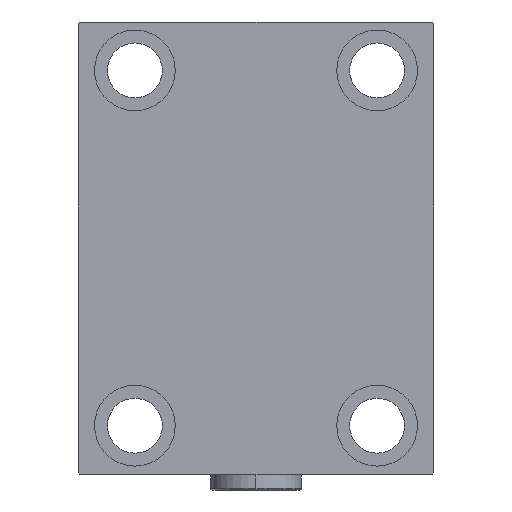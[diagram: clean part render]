
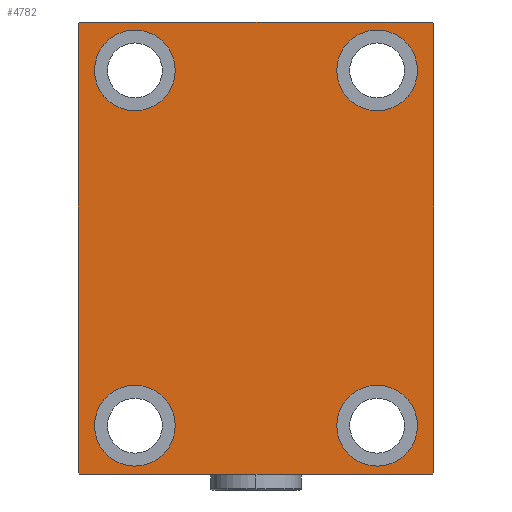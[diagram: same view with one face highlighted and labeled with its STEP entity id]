
A CAD part, left-side view. The second image highlights one B-rep face of the part: STEP entity #4782.
In plain terms, the highlighted face is planar.
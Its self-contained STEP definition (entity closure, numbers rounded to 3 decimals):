
#138 = ORIENTED_EDGE ( 'NONE', *, *, #41290, .T. ) ;
#272 = ORIENTED_EDGE ( 'NONE', *, *, #44431, .T. ) ;
#297 = DIRECTION ( 'NONE',  ( 0., -0.707, -0.707 ) ) ;
#512 = CARTESIAN_POINT ( 'NONE',  ( 133., -54.5, -70. ) ) ;
#1329 = VECTOR ( 'NONE', #41723, 1000. ) ;
#1483 = DIRECTION ( 'NONE',  ( -1., 0., 0. ) ) ;
#1571 = AXIS2_PLACEMENT_3D ( 'NONE', #43699, #28088, #3066 ) ;
#2136 = VERTEX_POINT ( 'NONE', #13148 ) ;
#2361 = VERTEX_POINT ( 'NONE', #3997 ) ;
#2679 = LINE ( 'NONE', #36118, #13578 ) ;
#3066 = DIRECTION ( 'NONE',  ( 0., 0., 1. ) ) ;
#3168 = EDGE_CURVE ( 'NONE', #19871, #13334, #34166, .T. ) ;
#3189 = EDGE_LOOP ( 'NONE', ( #25820, #6652 ) ) ;
#3384 = LINE ( 'NONE', #13714, #31508 ) ;
#3958 = DIRECTION ( 'NONE',  ( 0., 0., 1. ) ) ;
#3997 = CARTESIAN_POINT ( 'NONE',  ( 133., 37.5, -42.5 ) ) ;
#4392 = CIRCLE ( 'NONE', #22065, 12.5 ) ;
#4394 = CARTESIAN_POINT ( 'NONE',  ( 133., 37.5, -67.5 ) ) ;
#4782 = ADVANCED_FACE ( 'NONE', ( #24017, #37995, #12460, #23778, #24255 ), #20636, .T. ) ;
#4917 = AXIS2_PLACEMENT_3D ( 'NONE', #5893, #42926, #9951 ) ;
#5068 = CARTESIAN_POINT ( 'NONE',  ( 133., 54.5, -70. ) ) ;
#5288 = EDGE_LOOP ( 'NONE', ( #272, #138 ) ) ;
#5741 = DIRECTION ( 'NONE',  ( 0., 0., -1. ) ) ;
#5893 = CARTESIAN_POINT ( 'NONE',  ( 133., 37.5, 55. ) ) ;
#6104 = LINE ( 'NONE', #16213, #1329 ) ;
#6632 = EDGE_CURVE ( 'NONE', #2136, #32853, #39990, .T. ) ;
#6652 = ORIENTED_EDGE ( 'NONE', *, *, #34247, .T. ) ;
#7198 = ORIENTED_EDGE ( 'NONE', *, *, #16151, .T. ) ;
#8351 = VERTEX_POINT ( 'NONE', #5068 ) ;
#8413 = ORIENTED_EDGE ( 'NONE', *, *, #43833, .T. ) ;
#8665 = DIRECTION ( 'NONE',  ( 0., 0., 1. ) ) ;
#9106 = LINE ( 'NONE', #45212, #27421 ) ;
#9235 = EDGE_CURVE ( 'NONE', #15775, #20118, #17118, .T. ) ;
#9363 = VERTEX_POINT ( 'NONE', #19482 ) ;
#9951 = DIRECTION ( 'NONE',  ( 0., 0., 1. ) ) ;
#9961 = CIRCLE ( 'NONE', #15363, 12.5 ) ;
#10160 = EDGE_CURVE ( 'NONE', #27997, #35053, #44196, .T. ) ;
#10451 = CARTESIAN_POINT ( 'NONE',  ( 133., 54.5, 70. ) ) ;
#11176 = CARTESIAN_POINT ( 'NONE',  ( 133., -55., -69.5 ) ) ;
#11626 = DIRECTION ( 'NONE',  ( -1., 0., 0. ) ) ;
#12230 = CARTESIAN_POINT ( 'NONE',  ( 133., 55., 69.5 ) ) ;
#12357 = VERTEX_POINT ( 'NONE', #41282 ) ;
#12456 = ORIENTED_EDGE ( 'NONE', *, *, #47185, .T. ) ;
#12460 = FACE_BOUND ( 'NONE', #3189, .T. ) ;
#12899 = CARTESIAN_POINT ( 'NONE',  ( 133., 37.5, 55. ) ) ;
#13083 = ORIENTED_EDGE ( 'NONE', *, *, #9235, .T. ) ;
#13148 = CARTESIAN_POINT ( 'NONE',  ( 133., -54.5, 70. ) ) ;
#13334 = VERTEX_POINT ( 'NONE', #16426 ) ;
#13578 = VECTOR ( 'NONE', #39952, 1000. ) ;
#13684 = EDGE_CURVE ( 'NONE', #32853, #15775, #9106, .T. ) ;
#13714 = CARTESIAN_POINT ( 'NONE',  ( 133., 62.25, 62.25 ) ) ;
#13872 = ORIENTED_EDGE ( 'NONE', *, *, #6632, .T. ) ;
#14317 = EDGE_CURVE ( 'NONE', #8351, #41759, #2679, .T. ) ;
#15363 = AXIS2_PLACEMENT_3D ( 'NONE', #16045, #21895, #30507 ) ;
#15775 = VERTEX_POINT ( 'NONE', #11176 ) ;
#15798 = DIRECTION ( 'NONE',  ( -1., 0., 0. ) ) ;
#16045 = CARTESIAN_POINT ( 'NONE',  ( 133., -37.5, -55. ) ) ;
#16092 = CIRCLE ( 'NONE', #36102, 12.5 ) ;
#16151 = EDGE_CURVE ( 'NONE', #22232, #2136, #31108, .T. ) ;
#16213 = CARTESIAN_POINT ( 'NONE',  ( 133., -55., -70. ) ) ;
#16426 = CARTESIAN_POINT ( 'NONE',  ( 133., 37.5, 67.5 ) ) ;
#17118 = LINE ( 'NONE', #43109, #23423 ) ;
#17487 = ORIENTED_EDGE ( 'NONE', *, *, #14317, .T. ) ;
#18451 = ORIENTED_EDGE ( 'NONE', *, *, #33308, .T. ) ;
#18983 = EDGE_LOOP ( 'NONE', ( #7198, #13872, #21492, #13083, #18451, #17487, #21755, #28983 ) ) ;
#19482 = CARTESIAN_POINT ( 'NONE',  ( 133., -37.5, -67.5 ) ) ;
#19580 = CARTESIAN_POINT ( 'NONE',  ( 133., -37.5, 55. ) ) ;
#19871 = VERTEX_POINT ( 'NONE', #45290 ) ;
#19920 = DIRECTION ( 'NONE',  ( 0., 0., -1. ) ) ;
#20118 = VERTEX_POINT ( 'NONE', #512 ) ;
#20636 = PLANE ( 'NONE',  #26479 ) ;
#20728 = CIRCLE ( 'NONE', #1571, 12.5 ) ;
#21085 = EDGE_CURVE ( 'NONE', #41759, #25464, #46420, .T. ) ;
#21492 = ORIENTED_EDGE ( 'NONE', *, *, #13684, .T. ) ;
#21755 = ORIENTED_EDGE ( 'NONE', *, *, #21085, .T. ) ;
#21895 = DIRECTION ( 'NONE',  ( -1., 0., 0. ) ) ;
#22065 = AXIS2_PLACEMENT_3D ( 'NONE', #12899, #15798, #30972 ) ;
#22161 = CARTESIAN_POINT ( 'NONE',  ( 133., -62.25, 62.25 ) ) ;
#22232 = VERTEX_POINT ( 'NONE', #10451 ) ;
#23201 = DIRECTION ( 'NONE',  ( -1., 0., 0. ) ) ;
#23423 = VECTOR ( 'NONE', #35680, 1000. ) ;
#23450 = AXIS2_PLACEMENT_3D ( 'NONE', #37643, #11626, #3958 ) ;
#23630 = VECTOR ( 'NONE', #41681, 1000. ) ;
#23778 = FACE_BOUND ( 'NONE', #25854, .T. ) ;
#24017 = FACE_BOUND ( 'NONE', #5288, .T. ) ;
#24255 = FACE_OUTER_BOUND ( 'NONE', #18983, .T. ) ;
#25464 = VERTEX_POINT ( 'NONE', #12230 ) ;
#25820 = ORIENTED_EDGE ( 'NONE', *, *, #3168, .T. ) ;
#25854 = EDGE_LOOP ( 'NONE', ( #42694, #12456 ) ) ;
#26479 = AXIS2_PLACEMENT_3D ( 'NONE', #41825, #46152, #19920 ) ;
#27421 = VECTOR ( 'NONE', #5741, 1000. ) ;
#27643 = EDGE_LOOP ( 'NONE', ( #37544, #8413 ) ) ;
#27959 = VECTOR ( 'NONE', #297, 1000. ) ;
#27997 = VERTEX_POINT ( 'NONE', #35847 ) ;
#28088 = DIRECTION ( 'NONE',  ( -1., 0., 0. ) ) ;
#28140 = CARTESIAN_POINT ( 'NONE',  ( 133., 55., -70. ) ) ;
#28755 = CARTESIAN_POINT ( 'NONE',  ( 133., -37.5, 67.5 ) ) ;
#28983 = ORIENTED_EDGE ( 'NONE', *, *, #39996, .T. ) ;
#30390 = CARTESIAN_POINT ( 'NONE',  ( 133., 55., 70. ) ) ;
#30507 = DIRECTION ( 'NONE',  ( 0., 0., 1. ) ) ;
#30546 = CIRCLE ( 'NONE', #38246, 12.5 ) ;
#30972 = DIRECTION ( 'NONE',  ( 0., 0., 1. ) ) ;
#31108 = LINE ( 'NONE', #30390, #23630 ) ;
#31474 = CARTESIAN_POINT ( 'NONE',  ( 133., 37.5, -55. ) ) ;
#31508 = VECTOR ( 'NONE', #33928, 1000. ) ;
#32853 = VERTEX_POINT ( 'NONE', #37946 ) ;
#33308 = EDGE_CURVE ( 'NONE', #20118, #8351, #6104, .T. ) ;
#33928 = DIRECTION ( 'NONE',  ( 0., -0.707, 0.707 ) ) ;
#34119 = VECTOR ( 'NONE', #38989, 1000. ) ;
#34166 = CIRCLE ( 'NONE', #4917, 12.5 ) ;
#34247 = EDGE_CURVE ( 'NONE', #13334, #19871, #4392, .T. ) ;
#35053 = VERTEX_POINT ( 'NONE', #28755 ) ;
#35279 = EDGE_CURVE ( 'NONE', #44164, #2361, #30546, .T. ) ;
#35425 = AXIS2_PLACEMENT_3D ( 'NONE', #45966, #1483, #8665 ) ;
#35680 = DIRECTION ( 'NONE',  ( 0., 0.707, -0.707 ) ) ;
#35847 = CARTESIAN_POINT ( 'NONE',  ( 133., -37.5, 42.5 ) ) ;
#36102 = AXIS2_PLACEMENT_3D ( 'NONE', #19580, #23201, #37666 ) ;
#36118 = CARTESIAN_POINT ( 'NONE',  ( 133., 62.25, -62.25 ) ) ;
#37398 = CARTESIAN_POINT ( 'NONE',  ( 133., 55., -69.5 ) ) ;
#37544 = ORIENTED_EDGE ( 'NONE', *, *, #10160, .T. ) ;
#37643 = CARTESIAN_POINT ( 'NONE',  ( 133., -37.5, 55. ) ) ;
#37666 = DIRECTION ( 'NONE',  ( 0., 0., 1. ) ) ;
#37946 = CARTESIAN_POINT ( 'NONE',  ( 133., -55., 69.5 ) ) ;
#37995 = FACE_BOUND ( 'NONE', #27643, .T. ) ;
#38246 = AXIS2_PLACEMENT_3D ( 'NONE', #31474, #43220, #42518 ) ;
#38989 = DIRECTION ( 'NONE',  ( 0., 0., 1. ) ) ;
#39952 = DIRECTION ( 'NONE',  ( 0., 0.707, 0.707 ) ) ;
#39990 = LINE ( 'NONE', #22161, #27959 ) ;
#39996 = EDGE_CURVE ( 'NONE', #25464, #22232, #3384, .T. ) ;
#41282 = CARTESIAN_POINT ( 'NONE',  ( 133., -37.5, -42.5 ) ) ;
#41290 = EDGE_CURVE ( 'NONE', #12357, #9363, #20728, .T. ) ;
#41681 = DIRECTION ( 'NONE',  ( 0., -1., 0. ) ) ;
#41723 = DIRECTION ( 'NONE',  ( 0., 1., 0. ) ) ;
#41759 = VERTEX_POINT ( 'NONE', #37398 ) ;
#41825 = CARTESIAN_POINT ( 'NONE',  ( 133., 0., 0. ) ) ;
#42518 = DIRECTION ( 'NONE',  ( 0., 0., 1. ) ) ;
#42694 = ORIENTED_EDGE ( 'NONE', *, *, #35279, .T. ) ;
#42926 = DIRECTION ( 'NONE',  ( -1., 0., 0. ) ) ;
#43109 = CARTESIAN_POINT ( 'NONE',  ( 133., -62.25, -62.25 ) ) ;
#43220 = DIRECTION ( 'NONE',  ( -1., 0., 0. ) ) ;
#43699 = CARTESIAN_POINT ( 'NONE',  ( 133., -37.5, -55. ) ) ;
#43833 = EDGE_CURVE ( 'NONE', #35053, #27997, #16092, .T. ) ;
#44164 = VERTEX_POINT ( 'NONE', #4394 ) ;
#44196 = CIRCLE ( 'NONE', #23450, 12.5 ) ;
#44431 = EDGE_CURVE ( 'NONE', #9363, #12357, #9961, .T. ) ;
#45212 = CARTESIAN_POINT ( 'NONE',  ( 133., -55., 70. ) ) ;
#45290 = CARTESIAN_POINT ( 'NONE',  ( 133., 37.5, 42.5 ) ) ;
#45966 = CARTESIAN_POINT ( 'NONE',  ( 133., 37.5, -55. ) ) ;
#46152 = DIRECTION ( 'NONE',  ( 1., 0., 0. ) ) ;
#46155 = CIRCLE ( 'NONE', #35425, 12.5 ) ;
#46420 = LINE ( 'NONE', #28140, #34119 ) ;
#47185 = EDGE_CURVE ( 'NONE', #2361, #44164, #46155, .T. ) ;
